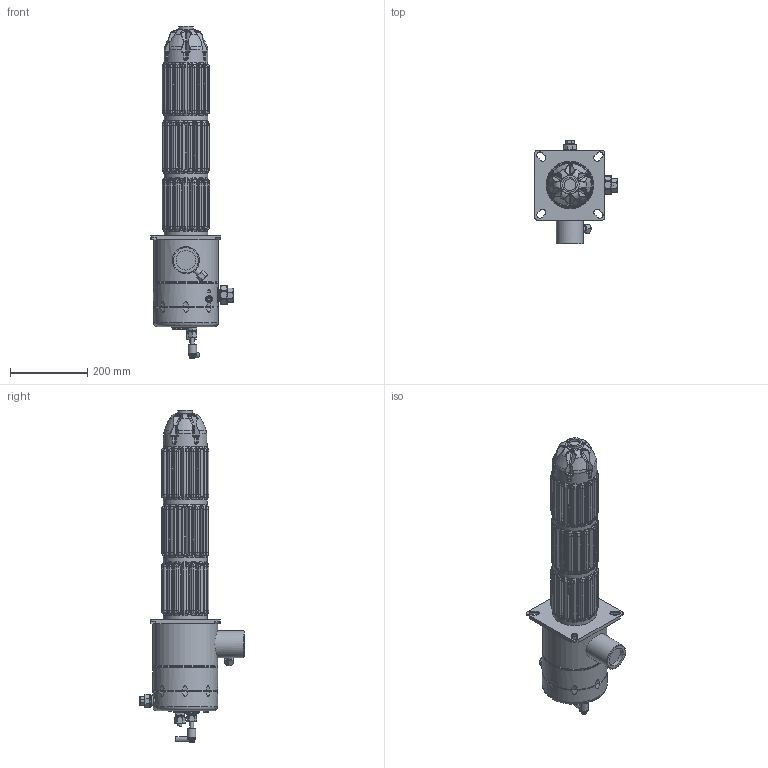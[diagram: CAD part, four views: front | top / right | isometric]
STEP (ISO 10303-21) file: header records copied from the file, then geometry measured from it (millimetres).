
FILE_DESCRIPTION(/* description */ (''),/* implementation_level */ '2;1');
FILE_NAME(/* name */ 'CAD00006907_Shrinkwrap_2.stp',/* time_stamp */ '2019-05-20T08:21:33+02:00',/* author */ ('s.wolff'),/* organization */ (''),/* preprocessor_version */ 'ST-DEVELOPER v17.2',/* originating_system */ 'Autodesk Inventor 2019',/* authorisation */ '');
FILE_SCHEMA (('AUTOMOTIVE_DESIGN { 1 0 10303 214 3 1 1 }'));
Products named in the file (1): CAD00006907_Shrinkwrap_2
Bounding box: 213.7 x 269.8 x 860.89 mm (x, y, z)
Volume: 11103900.1 mm3; surface area: 510425.4 mm2
Topology: 1 solids, 1 shells, 4059 faces, 9884 edges, 5904 vertices
Faces by surface type: bspline 2538, plane 638, cylinder 559, cone 206, torus 110, sphere 8
Full cylindrical faces by diameter (mm): 6 x4, 7 x4, 7.323 x1, 9 x3, 10 x6, 11.4 x1, 13 x2, 14 x1, 15.6 x1, 16.6 x1, 17 x3, 17.6 x1, 18.631 x1, 21.5 x1, 21.8 x1, 22 x1, 25.9 x1, 26 x1, 28 x1, 29.5 x1, 30 x1, 30.291 x1, 30.5 x2, 33.249 x1, 38 x2, 38.9 x1, 48 x1, 51 x1, 65 x1, 70 x1
Entity records: 164306 total; most frequent: CARTESIAN_POINT 81267, ORIENTED_EDGE 19770, DIRECTION 10871, EDGE_CURVE 9885, VERTEX_POINT 5905, B_SPLINE_CURVE_WITH_KNOTS 4705, AXIS2_PLACEMENT_3D 4443, EDGE_LOOP 4164
